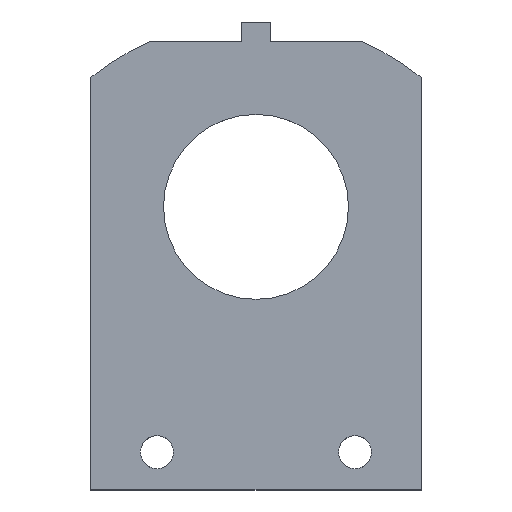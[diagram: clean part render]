
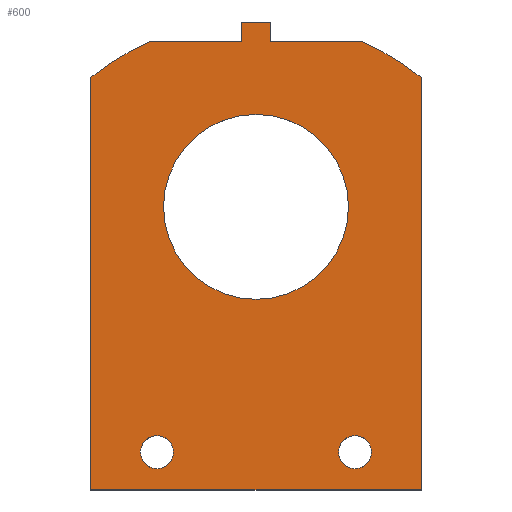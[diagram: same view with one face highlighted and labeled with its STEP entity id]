
A CAD part, top view. The second image highlights one B-rep face of the part: STEP entity #600.
In plain terms, the highlighted planar face has unit normal (0, 0, 1).
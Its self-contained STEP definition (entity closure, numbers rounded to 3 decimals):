
#16=FACE_BOUND('',#87,.T.);
#17=FACE_BOUND('',#88,.T.);
#18=FACE_BOUND('',#89,.T.);
#24=PLANE('',#676);
#55=FACE_OUTER_BOUND('',#86,.T.);
#86=EDGE_LOOP('',(#458,#459,#460,#461,#462,#463,#464,#465,#466,#467));
#87=EDGE_LOOP('',(#468,#469));
#88=EDGE_LOOP('',(#470,#471));
#89=EDGE_LOOP('',(#472,#473));
#125=LINE('',#1026,#171);
#126=LINE('',#1030,#172);
#127=LINE('',#1034,#173);
#128=LINE('',#1036,#174);
#129=LINE('',#1038,#175);
#130=LINE('',#1039,#176);
#131=LINE('',#1043,#177);
#132=LINE('',#1044,#178);
#171=VECTOR('',#800,1000.);
#172=VECTOR('',#803,1000.);
#173=VECTOR('',#806,1000.);
#174=VECTOR('',#807,1000.);
#175=VECTOR('',#808,1000.);
#176=VECTOR('',#809,1000.);
#177=VECTOR('',#812,1000.);
#178=VECTOR('',#813,1000.);
#222=CIRCLE('',#656,1.25);
#223=CIRCLE('',#657,1.25);
#226=CIRCLE('',#662,1.25);
#227=CIRCLE('',#663,1.25);
#230=CIRCLE('',#668,7.);
#231=CIRCLE('',#669,7.);
#236=CIRCLE('',#677,20.);
#237=CIRCLE('',#678,20.);
#260=VERTEX_POINT('',#935);
#261=VERTEX_POINT('',#936);
#267=VERTEX_POINT('',#969);
#268=VERTEX_POINT('',#970);
#274=VERTEX_POINT('',#1003);
#275=VERTEX_POINT('',#1004);
#281=VERTEX_POINT('',#1020);
#283=VERTEX_POINT('',#1024);
#284=VERTEX_POINT('',#1028);
#285=VERTEX_POINT('',#1029);
#286=VERTEX_POINT('',#1031);
#287=VERTEX_POINT('',#1033);
#288=VERTEX_POINT('',#1035);
#289=VERTEX_POINT('',#1037);
#290=VERTEX_POINT('',#1040);
#291=VERTEX_POINT('',#1042);
#328=EDGE_CURVE('',#260,#261,#222,.T.);
#329=EDGE_CURVE('',#261,#260,#223,.T.);
#336=EDGE_CURVE('',#267,#268,#226,.T.);
#337=EDGE_CURVE('',#268,#267,#227,.T.);
#344=EDGE_CURVE('',#274,#275,#230,.T.);
#345=EDGE_CURVE('',#275,#274,#231,.T.);
#355=EDGE_CURVE('',#281,#283,#125,.T.);
#356=EDGE_CURVE('',#284,#285,#126,.T.);
#357=EDGE_CURVE('',#285,#286,#236,.T.);
#358=EDGE_CURVE('',#286,#287,#127,.T.);
#359=EDGE_CURVE('',#288,#287,#128,.T.);
#360=EDGE_CURVE('',#289,#288,#129,.T.);
#361=EDGE_CURVE('',#289,#281,#130,.T.);
#362=EDGE_CURVE('',#283,#290,#237,.T.);
#363=EDGE_CURVE('',#291,#290,#131,.T.);
#364=EDGE_CURVE('',#291,#284,#132,.T.);
#458=ORIENTED_EDGE('',*,*,#356,.T.);
#459=ORIENTED_EDGE('',*,*,#357,.T.);
#460=ORIENTED_EDGE('',*,*,#358,.T.);
#461=ORIENTED_EDGE('',*,*,#359,.F.);
#462=ORIENTED_EDGE('',*,*,#360,.F.);
#463=ORIENTED_EDGE('',*,*,#361,.T.);
#464=ORIENTED_EDGE('',*,*,#355,.T.);
#465=ORIENTED_EDGE('',*,*,#362,.T.);
#466=ORIENTED_EDGE('',*,*,#363,.F.);
#467=ORIENTED_EDGE('',*,*,#364,.T.);
#468=ORIENTED_EDGE('',*,*,#328,.T.);
#469=ORIENTED_EDGE('',*,*,#329,.T.);
#470=ORIENTED_EDGE('',*,*,#336,.T.);
#471=ORIENTED_EDGE('',*,*,#337,.T.);
#472=ORIENTED_EDGE('',*,*,#344,.T.);
#473=ORIENTED_EDGE('',*,*,#345,.T.);
#600=ADVANCED_FACE('',(#55,#16,#17,#18),#24,.T.);
#656=AXIS2_PLACEMENT_3D('',#937,#753,#754);
#657=AXIS2_PLACEMENT_3D('',#938,#755,#756);
#662=AXIS2_PLACEMENT_3D('',#971,#766,#767);
#663=AXIS2_PLACEMENT_3D('',#972,#768,#769);
#668=AXIS2_PLACEMENT_3D('',#1005,#779,#780);
#669=AXIS2_PLACEMENT_3D('',#1006,#781,#782);
#676=AXIS2_PLACEMENT_3D('',#1027,#801,#802);
#677=AXIS2_PLACEMENT_3D('',#1032,#804,#805);
#678=AXIS2_PLACEMENT_3D('',#1041,#810,#811);
#753=DIRECTION('center_axis',(0.,0.,-1.));
#754=DIRECTION('ref_axis',(0.,1.,0.));
#755=DIRECTION('center_axis',(0.,0.,-1.));
#756=DIRECTION('ref_axis',(0.,1.,0.));
#766=DIRECTION('center_axis',(0.,0.,-1.));
#767=DIRECTION('ref_axis',(0.,1.,0.));
#768=DIRECTION('center_axis',(0.,0.,-1.));
#769=DIRECTION('ref_axis',(0.,1.,0.));
#779=DIRECTION('center_axis',(0.,0.,-1.));
#780=DIRECTION('ref_axis',(-1.,0.,0.));
#781=DIRECTION('center_axis',(0.,0.,-1.));
#782=DIRECTION('ref_axis',(-1.,0.,0.));
#800=DIRECTION('',(-1.,0.,0.));
#801=DIRECTION('center_axis',(0.,0.,1.));
#802=DIRECTION('ref_axis',(1.,0.,0.));
#803=DIRECTION('',(0.,1.,0.));
#804=DIRECTION('center_axis',(0.,0.,1.));
#805=DIRECTION('ref_axis',(1.,0.,0.));
#806=DIRECTION('',(-1.,0.,0.));
#807=DIRECTION('',(0.,-1.,0.));
#808=DIRECTION('',(1.,0.,0.));
#809=DIRECTION('',(0.,-1.,0.));
#810=DIRECTION('center_axis',(0.,0.,1.));
#811=DIRECTION('ref_axis',(1.,0.,0.));
#812=DIRECTION('',(0.,1.,0.));
#813=DIRECTION('',(1.,0.,0.));
#935=CARTESIAN_POINT('',(20.,8.1,4.95));
#936=CARTESIAN_POINT('',(20.,5.6,4.95));
#937=CARTESIAN_POINT('Origin',(20.,6.85,4.95));
#938=CARTESIAN_POINT('Origin',(20.,6.85,4.95));
#969=CARTESIAN_POINT('',(5.,8.1,4.95));
#970=CARTESIAN_POINT('',(5.,5.6,4.95));
#971=CARTESIAN_POINT('Origin',(5.,6.85,4.95));
#972=CARTESIAN_POINT('Origin',(5.,6.85,4.95));
#1003=CARTESIAN_POINT('',(5.5,25.42,4.95));
#1004=CARTESIAN_POINT('',(19.5,25.42,4.95));
#1005=CARTESIAN_POINT('Origin',(12.5,25.42,4.95));
#1006=CARTESIAN_POINT('Origin',(12.5,25.42,4.95));
#1020=CARTESIAN_POINT('',(11.4,37.92,4.95));
#1024=CARTESIAN_POINT('',(4.448,37.92,4.95));
#1026=CARTESIAN_POINT('',(25.,37.92,4.95));
#1027=CARTESIAN_POINT('Origin',(25.,0.,4.95));
#1028=CARTESIAN_POINT('',(25.,4.,4.95));
#1029=CARTESIAN_POINT('',(25.,35.225,4.95));
#1030=CARTESIAN_POINT('',(25.,0.,4.95));
#1031=CARTESIAN_POINT('',(20.552,37.92,4.95));
#1032=CARTESIAN_POINT('Origin',(12.5,19.612,4.95));
#1033=CARTESIAN_POINT('',(13.6,37.92,4.95));
#1034=CARTESIAN_POINT('',(25.,37.92,4.95));
#1035=CARTESIAN_POINT('',(13.6,39.42,4.95));
#1036=CARTESIAN_POINT('',(13.6,39.42,4.95));
#1037=CARTESIAN_POINT('',(11.4,39.42,4.95));
#1038=CARTESIAN_POINT('',(11.4,39.42,4.95));
#1039=CARTESIAN_POINT('',(11.4,39.42,4.95));
#1040=CARTESIAN_POINT('',(0.,35.225,4.95));
#1041=CARTESIAN_POINT('Origin',(12.5,19.612,4.95));
#1042=CARTESIAN_POINT('',(0.,4.,4.95));
#1043=CARTESIAN_POINT('',(0.,0.,4.95));
#1044=CARTESIAN_POINT('',(25.,4.,4.95));
